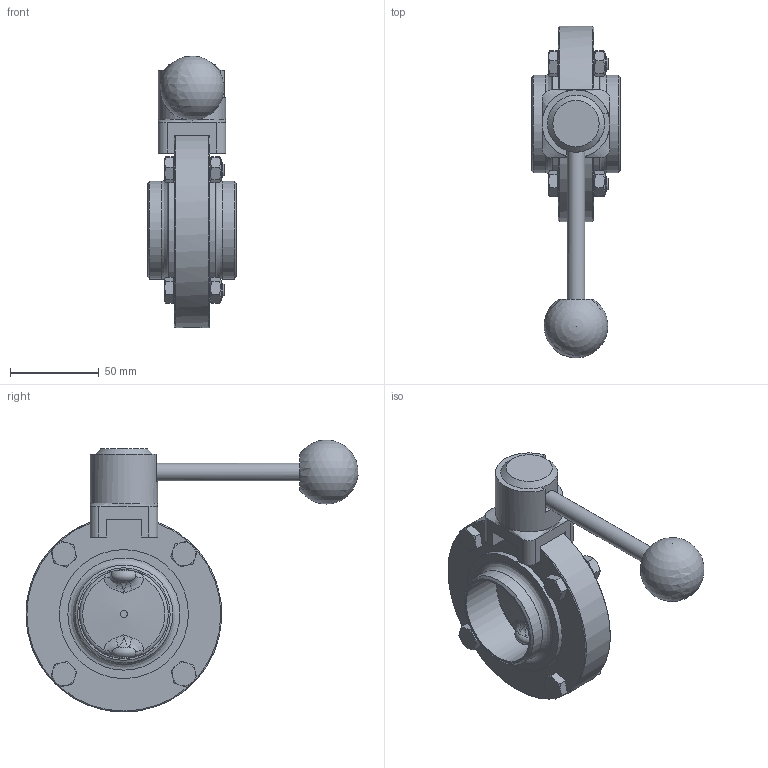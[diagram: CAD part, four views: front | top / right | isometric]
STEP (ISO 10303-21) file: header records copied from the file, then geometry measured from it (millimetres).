
FILE_DESCRIPTION((''),'2;1');
FILE_NAME('52200050X100.stp','2010-11-16T11:19:24',('thilbrands'),(''),'Autodesk Inventor 2008','Autodesk Inventor 2008','');
FILE_SCHEMA(('AUTOMOTIVE_DESIGN { 1 0 10303 214 1 1 1 1 }'));
Length unit declared in the file: millimetre
Products named in the file (1): 52200050X100
Bounding box: 50 x 186.57 x 152.8 mm (x, y, z)
Volume: 628.2 mm3; surface area: 63786.8 mm2
Topology: 4 solids, 5 shells, 272 faces, 703 edges, 438 vertices
Faces by surface type: plane 133, cone 55, cylinder 45, bspline 31, torus 7, sphere 1
Full cylindrical faces by diameter (mm): 4.134 x1, 7.323 x4, 8 x8, 8.5 x4, 9.8 x1, 11.4 x4, 12 x2, 14.2 x2, 32 x1, 38 x1, 50 x1, 55 x2, 72.5 x2, 110 x1
Entity records: 12278 total; most frequent: CARTESIAN_POINT 6383, ORIENTED_EDGE 1206, DIRECTION 1099, EDGE_CURVE 603, AXIS2_PLACEMENT_3D 451, VERTEX_POINT 411, EDGE_LOOP 370, FACE_OUTER_BOUND 271
